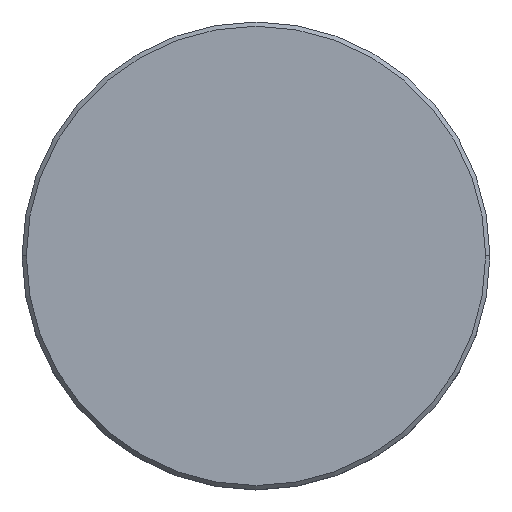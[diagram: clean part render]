
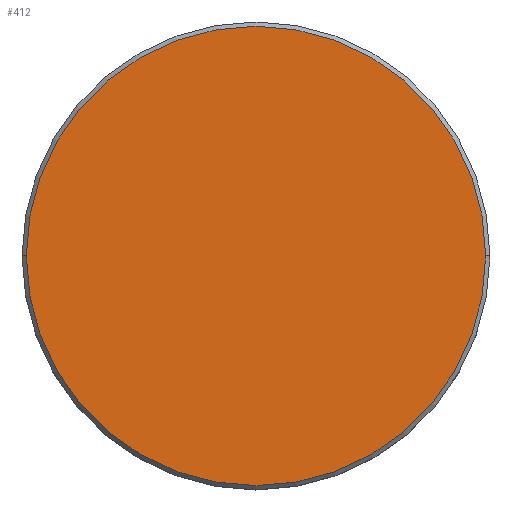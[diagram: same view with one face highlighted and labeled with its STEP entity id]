
A CAD part, top view. The second image highlights one B-rep face of the part: STEP entity #412.
In plain terms, the highlighted planar face has unit normal (0, 0, 1).
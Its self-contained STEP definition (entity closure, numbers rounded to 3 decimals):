
#127 = DIRECTION ( 'NONE',  ( 1., 0., 0. ) ) ;
#159 = CARTESIAN_POINT ( 'NONE',  ( 0., 0., 0. ) ) ;
#308 = ORIENTED_EDGE ( 'NONE', *, *, #362, .T. ) ;
#362 = EDGE_CURVE ( 'NONE', #937, #812, #1012, .T. ) ;
#372 = CIRCLE ( 'NONE', #871, 27. ) ;
#412 = ADVANCED_FACE ( 'NONE', ( #427 ), #674, .T. ) ;
#427 = FACE_OUTER_BOUND ( 'NONE', #719, .T. ) ;
#500 = AXIS2_PLACEMENT_3D ( 'NONE', #159, #735, #569 ) ;
#504 = CARTESIAN_POINT ( 'NONE',  ( 27., 0., 0. ) ) ;
#569 = DIRECTION ( 'NONE',  ( 1., 0., 0. ) ) ;
#604 = CARTESIAN_POINT ( 'NONE',  ( 0., 0., 0. ) ) ;
#619 = ORIENTED_EDGE ( 'NONE', *, *, #1059, .T. ) ;
#649 = AXIS2_PLACEMENT_3D ( 'NONE', #604, #852, #990 ) ;
#674 = PLANE ( 'NONE',  #649 ) ;
#719 = EDGE_LOOP ( 'NONE', ( #308, #619 ) ) ;
#735 = DIRECTION ( 'NONE',  ( 0., 0., 1. ) ) ;
#784 = DIRECTION ( 'NONE',  ( 0., 0., 1. ) ) ;
#812 = VERTEX_POINT ( 'NONE', #504 ) ;
#852 = DIRECTION ( 'NONE',  ( 0., 0., 1. ) ) ;
#862 = CARTESIAN_POINT ( 'NONE',  ( 0., 0., 0. ) ) ;
#871 = AXIS2_PLACEMENT_3D ( 'NONE', #862, #784, #127 ) ;
#937 = VERTEX_POINT ( 'NONE', #1008 ) ;
#990 = DIRECTION ( 'NONE',  ( 1., 0., 0. ) ) ;
#1008 = CARTESIAN_POINT ( 'NONE',  ( -27., 0., 0. ) ) ;
#1012 = CIRCLE ( 'NONE', #500, 27. ) ;
#1059 = EDGE_CURVE ( 'NONE', #812, #937, #372, .T. ) ;
